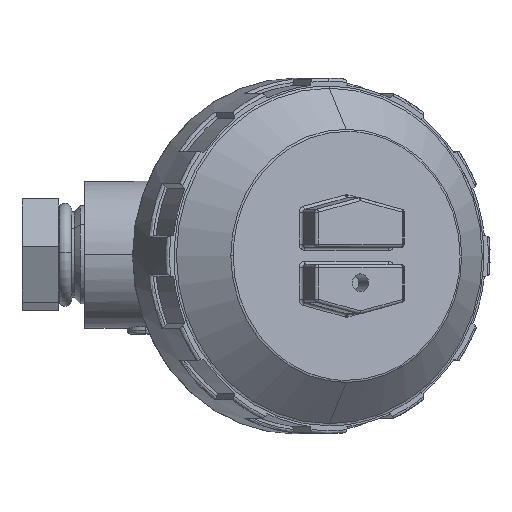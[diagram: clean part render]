
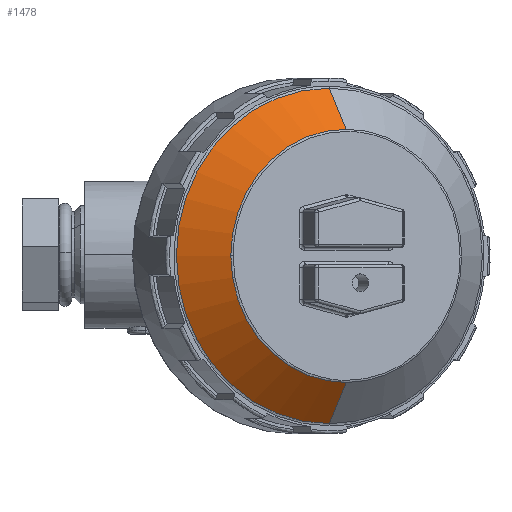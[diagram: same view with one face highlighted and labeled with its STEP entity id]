
A CAD part, top view. The second image highlights one B-rep face of the part: STEP entity #1478.
In plain terms, the highlighted conical face has half-angle 45 degrees and reference radius 27.354 mm.
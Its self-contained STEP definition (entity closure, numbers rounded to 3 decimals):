
#877 = VERTEX_POINT ( 'NONE', #10992 ) ;
#1466 = LINE ( 'NONE', #15401, #10852 ) ;
#1478 = ADVANCED_FACE ( 'NONE', ( #13517 ), #4158, .T. ) ;
#2391 = CIRCLE ( 'NONE', #13161, 20.646 ) ;
#2509 = AXIS2_PLACEMENT_3D ( 'NONE', #5628, #8083, #4829 ) ;
#2704 = CIRCLE ( 'NONE', #4579, 27.354 ) ;
#4158 = CONICAL_SURFACE ( 'NONE', #2509, 27.354, 0.785 ) ;
#4540 = CARTESIAN_POINT ( 'NONE',  ( 0., 0., 20.854 ) ) ;
#4579 = AXIS2_PLACEMENT_3D ( 'NONE', #6386, #14501, #9523 ) ;
#4829 = DIRECTION ( 'NONE',  ( -1., 0., 0. ) ) ;
#5628 = CARTESIAN_POINT ( 'NONE',  ( 0., 0., 14.146 ) ) ;
#5680 = EDGE_CURVE ( 'NONE', #8669, #11827, #15691, .T. ) ;
#5874 = VERTEX_POINT ( 'NONE', #18669 ) ;
#5913 = EDGE_CURVE ( 'NONE', #5874, #877, #1466, .T. ) ;
#6253 = ORIENTED_EDGE ( 'NONE', *, *, #5680, .F. ) ;
#6353 = EDGE_CURVE ( 'NONE', #5874, #16273, #14158, .T. ) ;
#6386 = CARTESIAN_POINT ( 'NONE',  ( 0., 0., 14.146 ) ) ;
#7488 = CARTESIAN_POINT ( 'NONE',  ( -20.646, 0., 20.854 ) ) ;
#7651 = ORIENTED_EDGE ( 'NONE', *, *, #16700, .T. ) ;
#8083 = DIRECTION ( 'NONE',  ( 0., 0., -1. ) ) ;
#8669 = VERTEX_POINT ( 'NONE', #7488 ) ;
#9523 = DIRECTION ( 'NONE',  ( 0., 1., 0. ) ) ;
#10003 = DIRECTION ( 'NONE',  ( 0., 0., 1. ) ) ;
#10079 = ORIENTED_EDGE ( 'NONE', *, *, #5913, .T. ) ;
#10852 = VECTOR ( 'NONE', #16966, 1000. ) ;
#10992 = CARTESIAN_POINT ( 'NONE',  ( 27.354, 0., 14.146 ) ) ;
#11827 = VERTEX_POINT ( 'NONE', #21058 ) ;
#12664 = DIRECTION ( 'NONE',  ( 1., 0., 0. ) ) ;
#13161 = AXIS2_PLACEMENT_3D ( 'NONE', #15141, #10003, #16770 ) ;
#13394 = VECTOR ( 'NONE', #17815, 1000. ) ;
#13517 = FACE_OUTER_BOUND ( 'NONE', #19445, .T. ) ;
#14158 = CIRCLE ( 'NONE', #16842, 20.646 ) ;
#14476 = CARTESIAN_POINT ( 'NONE',  ( -27.354, 0., 14.146 ) ) ;
#14501 = DIRECTION ( 'NONE',  ( 0., 0., 1. ) ) ;
#15141 = CARTESIAN_POINT ( 'NONE',  ( 0., 0., 20.854 ) ) ;
#15401 = CARTESIAN_POINT ( 'NONE',  ( 27.354, 0., 14.146 ) ) ;
#15691 = LINE ( 'NONE', #14476, #13394 ) ;
#16273 = VERTEX_POINT ( 'NONE', #16444 ) ;
#16397 = ORIENTED_EDGE ( 'NONE', *, *, #6353, .F. ) ;
#16444 = CARTESIAN_POINT ( 'NONE',  ( 0., 20.646, 20.854 ) ) ;
#16700 = EDGE_CURVE ( 'NONE', #877, #11827, #2704, .T. ) ;
#16770 = DIRECTION ( 'NONE',  ( 1., 0., 0. ) ) ;
#16842 = AXIS2_PLACEMENT_3D ( 'NONE', #4540, #20791, #12664 ) ;
#16966 = DIRECTION ( 'NONE',  ( 0.707, 0., -0.707 ) ) ;
#16979 = ORIENTED_EDGE ( 'NONE', *, *, #18635, .F. ) ;
#17815 = DIRECTION ( 'NONE',  ( -0.707, 0., -0.707 ) ) ;
#18635 = EDGE_CURVE ( 'NONE', #16273, #8669, #2391, .T. ) ;
#18669 = CARTESIAN_POINT ( 'NONE',  ( 20.646, 0., 20.854 ) ) ;
#19445 = EDGE_LOOP ( 'NONE', ( #16397, #10079, #7651, #6253, #16979 ) ) ;
#20791 = DIRECTION ( 'NONE',  ( 0., 0., 1. ) ) ;
#21058 = CARTESIAN_POINT ( 'NONE',  ( -27.354, 0., 14.146 ) ) ;
